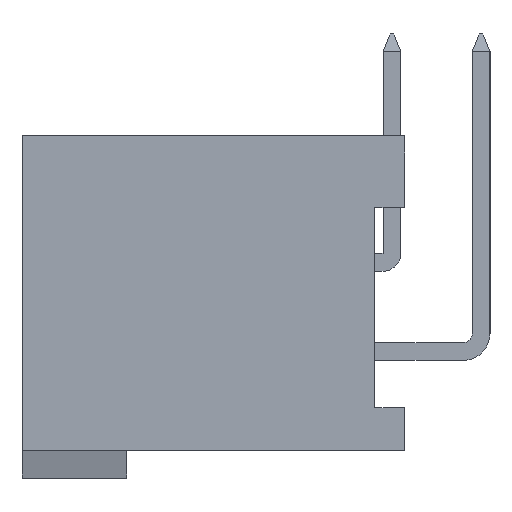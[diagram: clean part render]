
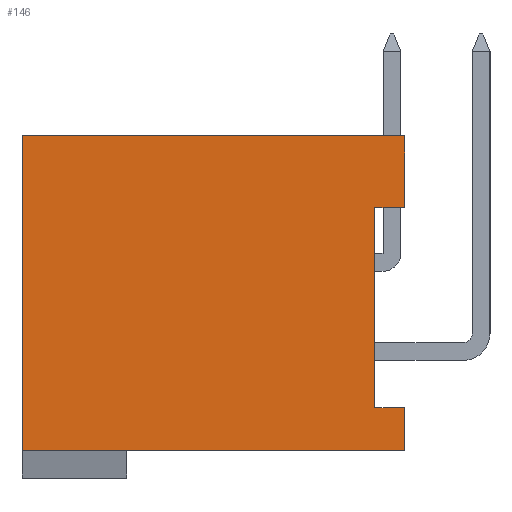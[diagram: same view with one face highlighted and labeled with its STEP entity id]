
A CAD part, left-side view. The second image highlights one B-rep face of the part: STEP entity #146.
In plain terms, the highlighted planar face has unit normal (-1, 0, 0).
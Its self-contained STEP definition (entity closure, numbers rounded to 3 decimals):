
#146=ADVANCED_FACE('',(#827),#828,.T.);
#827=FACE_OUTER_BOUND('',#2070,.T.);
#828=PLANE('',#2071);
#2070=EDGE_LOOP('',(#3634,#3635,#3636,#3637,#3638,#3639,#3640,#3641));
#2071=AXIS2_PLACEMENT_3D('',#3642,#3643,#3644);
#3634=ORIENTED_EDGE('',*,*,#7964,.T.);
#3635=ORIENTED_EDGE('',*,*,#7966,.T.);
#3636=ORIENTED_EDGE('',*,*,#7853,.T.);
#3637=ORIENTED_EDGE('',*,*,#7848,.F.);
#3638=ORIENTED_EDGE('',*,*,#7961,.T.);
#3639=ORIENTED_EDGE('',*,*,#7967,.F.);
#3640=ORIENTED_EDGE('',*,*,#7752,.F.);
#3641=ORIENTED_EDGE('',*,*,#7792,.T.);
#3642=CARTESIAN_POINT('',(-16.6,5.45,-4.875));
#3643=DIRECTION('',(-1.0,0.0,0.0));
#3644=DIRECTION('',(0.0,0.0,1.0));
#7752=EDGE_CURVE('',#9283,#9284,#9285,.T.);
#7792=EDGE_CURVE('',#9283,#9356,#9358,.T.);
#7848=EDGE_CURVE('',#9449,#9451,#9452,.T.);
#7853=EDGE_CURVE('',#9459,#9451,#9460,.T.);
#7961=EDGE_CURVE('',#9449,#9666,#9668,.T.);
#7964=EDGE_CURVE('',#9356,#9670,#9672,.T.);
#7966=EDGE_CURVE('',#9670,#9459,#9674,.T.);
#7967=EDGE_CURVE('',#9284,#9666,#9675,.T.);
#9283=VERTEX_POINT('',#11524);
#9284=VERTEX_POINT('',#11525);
#9285=LINE('',#11526,#11527);
#9356=VERTEX_POINT('',#11632);
#9358=LINE('',#11635,#11636);
#9449=VERTEX_POINT('',#11777);
#9451=VERTEX_POINT('',#11780);
#9452=LINE('',#11781,#11782);
#9459=VERTEX_POINT('',#11793);
#9460=LINE('',#11794,#11795);
#9666=VERTEX_POINT('',#12107);
#9668=LINE('',#12110,#12111);
#9670=VERTEX_POINT('',#12114);
#9672=LINE('',#12117,#12118);
#9674=LINE('',#12121,#12122);
#9675=LINE('',#12123,#12124);
#11524=CARTESIAN_POINT('',(-16.6,5.45,-4.1));
#11525=CARTESIAN_POINT('',(-16.6,5.45,4.875));
#11526=CARTESIAN_POINT('',(-16.6,5.45,-4.1));
#11527=VECTOR('',#15024,8.975);
#11632=CARTESIAN_POINT('',(-16.6,-5.45,-4.1));
#11635=CARTESIAN_POINT('',(-16.6,5.45,-4.1));
#11636=VECTOR('',#15072,10.9);
#11777=CARTESIAN_POINT('',(-16.6,-5.45,2.825));
#11780=CARTESIAN_POINT('',(-16.6,-4.6,2.825));
#11781=CARTESIAN_POINT('',(-16.6,-5.45,2.825));
#11782=VECTOR('',#15136,0.85);
#11793=CARTESIAN_POINT('',(-16.6,-4.6,-2.875));
#11794=CARTESIAN_POINT('',(-16.6,-4.6,-2.875));
#11795=VECTOR('',#15141,5.7);
#12107=CARTESIAN_POINT('',(-16.6,-5.45,4.875));
#12110=CARTESIAN_POINT('',(-16.6,-5.45,2.825));
#12111=VECTOR('',#15249,2.05);
#12114=CARTESIAN_POINT('',(-16.6,-5.45,-2.875));
#12117=CARTESIAN_POINT('',(-16.6,-5.45,-4.1));
#12118=VECTOR('',#15252,1.225);
#12121=CARTESIAN_POINT('',(-16.6,-5.45,-2.875));
#12122=VECTOR('',#15254,0.85);
#12123=CARTESIAN_POINT('',(-16.6,5.45,4.875));
#12124=VECTOR('',#15255,10.9);
#15024=DIRECTION('',(0.0,0.0,1.0));
#15072=DIRECTION('',(0.0,-1.0,0.0));
#15136=DIRECTION('',(0.0,1.0,0.0));
#15141=DIRECTION('',(0.0,0.0,1.0));
#15249=DIRECTION('',(0.0,0.0,1.0));
#15252=DIRECTION('',(0.0,0.0,1.0));
#15254=DIRECTION('',(0.0,1.0,0.0));
#15255=DIRECTION('',(0.0,-1.0,0.0));
